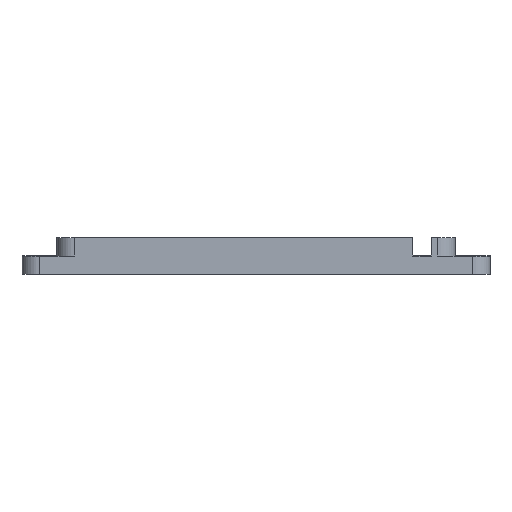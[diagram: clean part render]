
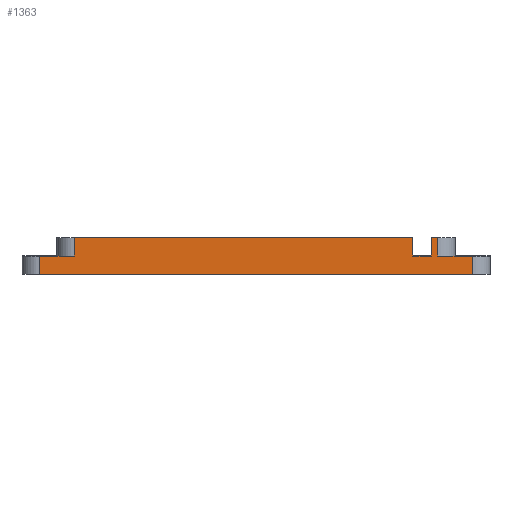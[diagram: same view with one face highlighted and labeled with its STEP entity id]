
A CAD part, front view. The second image highlights one B-rep face of the part: STEP entity #1363.
In plain terms, the highlighted planar face has unit normal (0, -1, 0).
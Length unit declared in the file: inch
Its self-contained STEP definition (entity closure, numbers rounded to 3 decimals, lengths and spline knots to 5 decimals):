
#58=PLANE('',#1472);
#89=FACE_OUTER_BOUND('',#175,.T.);
#175=EDGE_LOOP('',(#970,#971,#972,#973,#974,#975,#976,#977,#978,#979,#980,
#981));
#261=LINE('',#2008,#386);
#263=LINE('',#2014,#388);
#278=LINE('',#2094,#403);
#279=LINE('',#2096,#404);
#280=LINE('',#2098,#405);
#281=LINE('',#2100,#406);
#282=LINE('',#2102,#407);
#283=LINE('',#2104,#408);
#284=LINE('',#2106,#409);
#285=LINE('',#2108,#410);
#286=LINE('',#2110,#411);
#287=LINE('',#2111,#412);
#386=VECTOR('',#1593,0.3937);
#388=VECTOR('',#1599,0.3937);
#403=VECTOR('',#1666,0.3937);
#404=VECTOR('',#1667,0.3937);
#405=VECTOR('',#1668,0.3937);
#406=VECTOR('',#1669,0.3937);
#407=VECTOR('',#1670,0.3937);
#408=VECTOR('',#1671,0.3937);
#409=VECTOR('',#1672,0.3937);
#410=VECTOR('',#1673,0.3937);
#411=VECTOR('',#1674,0.3937);
#412=VECTOR('',#1675,0.3937);
#588=VERTEX_POINT('',#2005);
#589=VERTEX_POINT('',#2007);
#591=VERTEX_POINT('',#2013);
#630=VERTEX_POINT('',#2093);
#631=VERTEX_POINT('',#2095);
#632=VERTEX_POINT('',#2097);
#633=VERTEX_POINT('',#2099);
#634=VERTEX_POINT('',#2101);
#635=VERTEX_POINT('',#2103);
#636=VERTEX_POINT('',#2105);
#637=VERTEX_POINT('',#2107);
#638=VERTEX_POINT('',#2109);
#725=EDGE_CURVE('',#588,#589,#261,.T.);
#728=EDGE_CURVE('',#591,#589,#263,.T.);
#768=EDGE_CURVE('',#588,#630,#278,.T.);
#769=EDGE_CURVE('',#631,#630,#279,.T.);
#770=EDGE_CURVE('',#632,#631,#280,.T.);
#771=EDGE_CURVE('',#632,#633,#281,.T.);
#772=EDGE_CURVE('',#633,#634,#282,.T.);
#773=EDGE_CURVE('',#634,#635,#283,.T.);
#774=EDGE_CURVE('',#636,#635,#284,.T.);
#775=EDGE_CURVE('',#637,#636,#285,.T.);
#776=EDGE_CURVE('',#637,#638,#286,.T.);
#777=EDGE_CURVE('',#591,#638,#287,.T.);
#970=ORIENTED_EDGE('',*,*,#725,.F.);
#971=ORIENTED_EDGE('',*,*,#768,.T.);
#972=ORIENTED_EDGE('',*,*,#769,.F.);
#973=ORIENTED_EDGE('',*,*,#770,.F.);
#974=ORIENTED_EDGE('',*,*,#771,.T.);
#975=ORIENTED_EDGE('',*,*,#772,.T.);
#976=ORIENTED_EDGE('',*,*,#773,.T.);
#977=ORIENTED_EDGE('',*,*,#774,.F.);
#978=ORIENTED_EDGE('',*,*,#775,.F.);
#979=ORIENTED_EDGE('',*,*,#776,.T.);
#980=ORIENTED_EDGE('',*,*,#777,.F.);
#981=ORIENTED_EDGE('',*,*,#728,.T.);
#1363=ADVANCED_FACE('',(#89),#58,.T.);
#1472=AXIS2_PLACEMENT_3D('',#2092,#1664,#1665);
#1593=DIRECTION('',(0.,0.,-1.));
#1599=DIRECTION('',(1.,0.,0.));
#1664=DIRECTION('center_axis',(0.,-1.,0.));
#1665=DIRECTION('ref_axis',(1.,0.,0.));
#1666=DIRECTION('',(-1.,0.,0.));
#1667=DIRECTION('',(0.,0.,-1.));
#1668=DIRECTION('',(1.,0.,0.));
#1669=DIRECTION('',(0.,0.,-1.));
#1670=DIRECTION('',(-1.,0.,0.));
#1671=DIRECTION('',(0.,0.,1.));
#1672=DIRECTION('',(1.,0.,0.));
#1673=DIRECTION('',(0.,0.,1.));
#1674=DIRECTION('',(-1.,0.,0.));
#1675=DIRECTION('',(0.,0.,1.));
#2005=CARTESIAN_POINT('',(2.92604,0.,0.125));
#2007=CARTESIAN_POINT('',(2.92604,0.,0.));
#2008=CARTESIAN_POINT('',(2.92604,0.,0.));
#2013=CARTESIAN_POINT('',(0.,0.,0.));
#2014=CARTESIAN_POINT('',(2.92604,0.,0.));
#2092=CARTESIAN_POINT('Origin',(-0.11811,0.,0.));
#2093=CARTESIAN_POINT('',(2.68982,0.,0.125));
#2094=CARTESIAN_POINT('',(0.65897,0.,0.125));
#2095=CARTESIAN_POINT('',(2.68982,0.,0.25));
#2096=CARTESIAN_POINT('',(2.68982,0.,0.0625));
#2097=CARTESIAN_POINT('',(2.64758,0.,0.25));
#2098=CARTESIAN_POINT('',(2.92604,0.,0.25));
#2099=CARTESIAN_POINT('',(2.64758,0.,0.125));
#2100=CARTESIAN_POINT('',(2.64758,0.,0.125));
#2101=CARTESIAN_POINT('',(2.52258,0.,0.125));
#2102=CARTESIAN_POINT('',(0.65897,0.,0.125));
#2103=CARTESIAN_POINT('',(2.52258,0.,0.25));
#2104=CARTESIAN_POINT('',(2.52258,0.,0.125));
#2105=CARTESIAN_POINT('',(0.23622,0.,0.25));
#2106=CARTESIAN_POINT('',(2.92604,0.,0.25));
#2107=CARTESIAN_POINT('',(0.23622,0.,0.125));
#2108=CARTESIAN_POINT('',(0.23622,0.,0.125));
#2109=CARTESIAN_POINT('',(0.,0.,0.125));
#2110=CARTESIAN_POINT('',(0.65897,0.,0.125));
#2111=CARTESIAN_POINT('',(0.,0.,0.));
